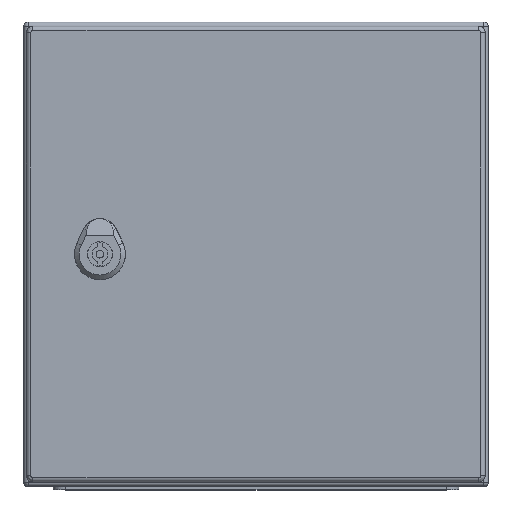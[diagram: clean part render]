
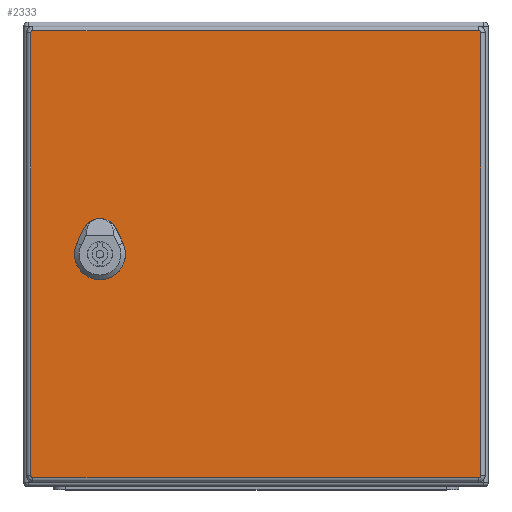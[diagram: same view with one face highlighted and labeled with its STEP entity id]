
A CAD part, top view. The second image highlights one B-rep face of the part: STEP entity #2333.
In plain terms, the highlighted face is planar.
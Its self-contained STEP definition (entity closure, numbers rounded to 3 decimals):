
#1390=FACE_BOUND('',#3519,.T.);
#1391=FACE_BOUND('',#3520,.T.);
#1925=CIRCLE('',#9564,11.25);
#1926=CIRCLE('',#9565,11.25);
#1927=CIRCLE('',#9566,11.25);
#1928=CIRCLE('',#9567,11.25);
#1929=CIRCLE('',#9568,1.4);
#1930=CIRCLE('',#9569,1.4);
#1931=CIRCLE('',#9570,1.4);
#1932=CIRCLE('',#9571,1.4);
#2333=ADVANCED_FACE('',(#1390,#1391),#2610,.F.);
#2610=PLANE('',#9572);
#3519=EDGE_LOOP('',(#5043,#5044,#5045,#5046,#5047,#5048,#5049,#5050));
#3520=EDGE_LOOP('',(#5051,#5052,#5053,#5054,#5055,#5056,#5057,#5058));
#5043=ORIENTED_EDGE('',*,*,#7367,.T.);
#5044=ORIENTED_EDGE('',*,*,#7368,.T.);
#5045=ORIENTED_EDGE('',*,*,#7369,.T.);
#5046=ORIENTED_EDGE('',*,*,#7370,.T.);
#5047=ORIENTED_EDGE('',*,*,#7371,.T.);
#5048=ORIENTED_EDGE('',*,*,#7372,.T.);
#5049=ORIENTED_EDGE('',*,*,#7373,.T.);
#5050=ORIENTED_EDGE('',*,*,#7374,.T.);
#5051=ORIENTED_EDGE('',*,*,#7375,.F.);
#5052=ORIENTED_EDGE('',*,*,#7376,.F.);
#5053=ORIENTED_EDGE('',*,*,#7377,.F.);
#5054=ORIENTED_EDGE('',*,*,#7378,.F.);
#5055=ORIENTED_EDGE('',*,*,#7379,.F.);
#5056=ORIENTED_EDGE('',*,*,#7380,.F.);
#5057=ORIENTED_EDGE('',*,*,#7381,.F.);
#5058=ORIENTED_EDGE('',*,*,#7382,.F.);
#6417=VERTEX_POINT('',#14228);
#6418=VERTEX_POINT('',#14229);
#6419=VERTEX_POINT('',#14231);
#6420=VERTEX_POINT('',#14233);
#6421=VERTEX_POINT('',#14235);
#6422=VERTEX_POINT('',#14237);
#6423=VERTEX_POINT('',#14239);
#6424=VERTEX_POINT('',#14241);
#6425=VERTEX_POINT('',#14244);
#6426=VERTEX_POINT('',#14245);
#6427=VERTEX_POINT('',#14247);
#6428=VERTEX_POINT('',#14249);
#6429=VERTEX_POINT('',#14251);
#6430=VERTEX_POINT('',#14253);
#6431=VERTEX_POINT('',#14255);
#6432=VERTEX_POINT('',#14257);
#7367=EDGE_CURVE('',#6417,#6418,#8121,.T.);
#7368=EDGE_CURVE('',#6418,#6419,#1925,.T.);
#7369=EDGE_CURVE('',#6419,#6420,#8122,.T.);
#7370=EDGE_CURVE('',#6420,#6421,#1926,.T.);
#7371=EDGE_CURVE('',#6421,#6422,#8123,.T.);
#7372=EDGE_CURVE('',#6422,#6423,#1927,.T.);
#7373=EDGE_CURVE('',#6423,#6424,#8124,.T.);
#7374=EDGE_CURVE('',#6424,#6417,#1928,.T.);
#7375=EDGE_CURVE('',#6425,#6426,#1929,.T.);
#7376=EDGE_CURVE('',#6427,#6425,#8125,.T.);
#7377=EDGE_CURVE('',#6428,#6427,#1930,.T.);
#7378=EDGE_CURVE('',#6429,#6428,#8126,.T.);
#7379=EDGE_CURVE('',#6430,#6429,#1931,.T.);
#7380=EDGE_CURVE('',#6431,#6430,#8127,.T.);
#7381=EDGE_CURVE('',#6432,#6431,#1932,.T.);
#7382=EDGE_CURVE('',#6426,#6432,#8128,.T.);
#8121=LINE('',#14227,#8731);
#8122=LINE('',#14232,#8732);
#8123=LINE('',#14236,#8733);
#8124=LINE('',#14240,#8734);
#8125=LINE('',#14246,#8735);
#8126=LINE('',#14250,#8736);
#8127=LINE('',#14254,#8737);
#8128=LINE('',#14258,#8738);
#8731=VECTOR('',#11444,1.);
#8732=VECTOR('',#11447,1.);
#8733=VECTOR('',#11450,1.);
#8734=VECTOR('',#11453,1.);
#8735=VECTOR('',#11458,1.);
#8736=VECTOR('',#11461,1.);
#8737=VECTOR('',#11464,1.);
#8738=VECTOR('',#11467,1.);
#9564=AXIS2_PLACEMENT_3D('',#14230,#11445,#11446);
#9565=AXIS2_PLACEMENT_3D('',#14234,#11448,#11449);
#9566=AXIS2_PLACEMENT_3D('',#14238,#11451,#11452);
#9567=AXIS2_PLACEMENT_3D('',#14242,#11454,#11455);
#9568=AXIS2_PLACEMENT_3D('',#14243,#11456,#11457);
#9569=AXIS2_PLACEMENT_3D('',#14248,#11459,#11460);
#9570=AXIS2_PLACEMENT_3D('',#14252,#11462,#11463);
#9571=AXIS2_PLACEMENT_3D('',#14256,#11465,#11466);
#9572=AXIS2_PLACEMENT_3D('',#14259,#11468,#11469);
#11444=DIRECTION('',(-1.,0.,0.));
#11445=DIRECTION('',(0.,0.,1.));
#11446=DIRECTION('',(1.,0.,0.));
#11447=DIRECTION('',(0.,-1.,0.));
#11448=DIRECTION('',(0.,0.,1.));
#11449=DIRECTION('',(1.,0.,0.));
#11450=DIRECTION('',(1.,0.,0.));
#11451=DIRECTION('',(0.,0.,1.));
#11452=DIRECTION('',(1.,0.,0.));
#11453=DIRECTION('',(0.,1.,0.));
#11454=DIRECTION('',(0.,0.,1.));
#11455=DIRECTION('',(1.,0.,0.));
#11456=DIRECTION('',(0.,0.,1.));
#11457=DIRECTION('',(1.,0.,0.));
#11458=DIRECTION('',(0.,-1.,0.));
#11459=DIRECTION('',(0.,0.,1.));
#11460=DIRECTION('',(1.,0.,0.));
#11461=DIRECTION('',(-1.,0.,0.));
#11462=DIRECTION('',(0.,0.,1.));
#11463=DIRECTION('',(1.,0.,0.));
#11464=DIRECTION('',(0.,1.,0.));
#11465=DIRECTION('',(0.,0.,1.));
#11466=DIRECTION('',(1.,0.,0.));
#11467=DIRECTION('',(1.,0.,0.));
#11468=DIRECTION('',(0.,0.,1.));
#11469=DIRECTION('',(1.,0.,0.));
#14227=CARTESIAN_POINT('',(-143.95,10.2,0.));
#14228=CARTESIAN_POINT('',(105.396,10.2,0.));
#14229=CARTESIAN_POINT('',(95.904,10.2,0.));
#14230=CARTESIAN_POINT('',(100.65,0.,0.));
#14231=CARTESIAN_POINT('',(90.45,4.746,0.));
#14232=CARTESIAN_POINT('',(90.45,143.,0.));
#14233=CARTESIAN_POINT('',(90.45,-4.746,0.));
#14234=CARTESIAN_POINT('',(100.65,0.,0.));
#14235=CARTESIAN_POINT('',(95.904,-10.2,0.));
#14236=CARTESIAN_POINT('',(-143.95,-10.2,0.));
#14237=CARTESIAN_POINT('',(105.396,-10.2,0.));
#14238=CARTESIAN_POINT('',(100.65,0.,0.));
#14239=CARTESIAN_POINT('',(110.85,-4.746,0.));
#14240=CARTESIAN_POINT('',(110.85,143.,0.));
#14241=CARTESIAN_POINT('',(110.85,4.746,0.));
#14242=CARTESIAN_POINT('',(100.65,0.,0.));
#14243=CARTESIAN_POINT('',(-143.95,-143.,0.));
#14244=CARTESIAN_POINT('',(-145.35,-143.,0.));
#14245=CARTESIAN_POINT('',(-143.95,-144.4,0.));
#14246=CARTESIAN_POINT('',(-145.35,143.,0.));
#14247=CARTESIAN_POINT('',(-145.35,143.,0.));
#14248=CARTESIAN_POINT('',(-143.95,143.,0.));
#14249=CARTESIAN_POINT('',(-143.95,144.4,0.));
#14250=CARTESIAN_POINT('',(143.95,144.4,0.));
#14251=CARTESIAN_POINT('',(143.95,144.4,0.));
#14252=CARTESIAN_POINT('',(143.95,143.,0.));
#14253=CARTESIAN_POINT('',(145.35,143.,0.));
#14254=CARTESIAN_POINT('',(145.35,-143.,0.));
#14255=CARTESIAN_POINT('',(145.35,-143.,0.));
#14256=CARTESIAN_POINT('',(143.95,-143.,0.));
#14257=CARTESIAN_POINT('',(143.95,-144.4,0.));
#14258=CARTESIAN_POINT('',(-143.95,-144.4,0.));
#14259=CARTESIAN_POINT('',(-143.95,143.,0.));
